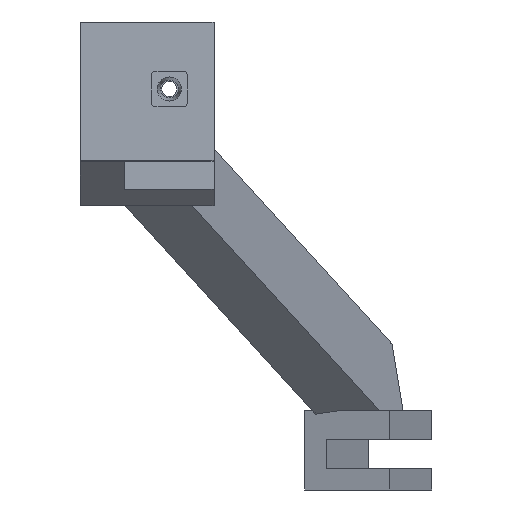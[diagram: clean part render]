
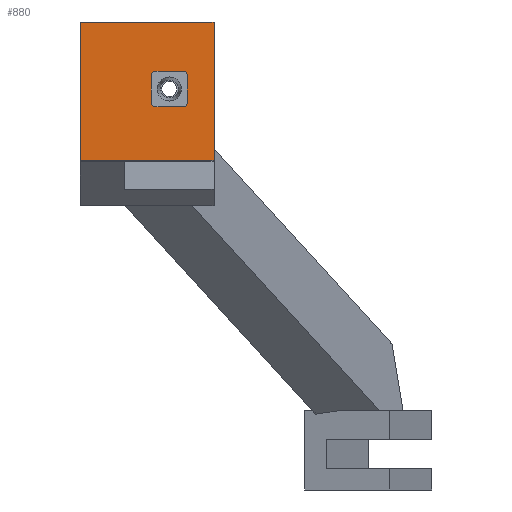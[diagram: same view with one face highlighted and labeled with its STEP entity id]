
A CAD part, left-side view. The second image highlights one B-rep face of the part: STEP entity #880.
In plain terms, the highlighted planar face has unit normal (-1, 0, 0).
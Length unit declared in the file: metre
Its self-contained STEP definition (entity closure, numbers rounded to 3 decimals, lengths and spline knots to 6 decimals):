
#24=B_SPLINE_CURVE_WITH_KNOTS('',3,(#1383,#1384,#1385,#1386),
 .UNSPECIFIED.,.F.,.F.,(4,4),(0.,1.),.UNSPECIFIED.);
#25=B_SPLINE_CURVE_WITH_KNOTS('',3,(#1390,#1391,#1392,#1393),
 .UNSPECIFIED.,.F.,.F.,(4,4),(0.,1.),.UNSPECIFIED.);
#26=B_SPLINE_CURVE_WITH_KNOTS('',3,(#1397,#1398,#1399,#1400),
 .UNSPECIFIED.,.F.,.F.,(4,4),(0.,1.),.UNSPECIFIED.);
#27=B_SPLINE_CURVE_WITH_KNOTS('',3,(#1404,#1405,#1406,#1407),
 .UNSPECIFIED.,.F.,.F.,(4,4),(0.,1.),.UNSPECIFIED.);
#236=ORIENTED_EDGE('',*,*,#392,.F.);
#237=ORIENTED_EDGE('',*,*,#393,.T.);
#238=ORIENTED_EDGE('',*,*,#394,.T.);
#239=ORIENTED_EDGE('',*,*,#395,.T.);
#240=ORIENTED_EDGE('',*,*,#396,.T.);
#241=ORIENTED_EDGE('',*,*,#397,.T.);
#242=ORIENTED_EDGE('',*,*,#398,.F.);
#243=ORIENTED_EDGE('',*,*,#399,.T.);
#244=ORIENTED_EDGE('',*,*,#382,.F.);
#245=ORIENTED_EDGE('',*,*,#353,.T.);
#246=ORIENTED_EDGE('',*,*,#380,.T.);
#247=ORIENTED_EDGE('',*,*,#371,.F.);
#353=EDGE_CURVE('',#460,#459,#551,.T.);
#371=EDGE_CURVE('',#472,#468,#567,.T.);
#380=EDGE_CURVE('',#459,#468,#573,.T.);
#382=EDGE_CURVE('',#460,#472,#575,.T.);
#392=EDGE_CURVE('',#483,#484,#579,.T.);
#393=EDGE_CURVE('',#483,#485,#24,.T.);
#394=EDGE_CURVE('',#485,#486,#580,.T.);
#395=EDGE_CURVE('',#486,#487,#25,.T.);
#396=EDGE_CURVE('',#487,#488,#581,.T.);
#397=EDGE_CURVE('',#488,#489,#26,.T.);
#398=EDGE_CURVE('',#490,#489,#582,.T.);
#399=EDGE_CURVE('',#490,#484,#27,.T.);
#459=VERTEX_POINT('',#1290);
#460=VERTEX_POINT('',#1292);
#468=VERTEX_POINT('',#1318);
#472=VERTEX_POINT('',#1325);
#483=VERTEX_POINT('',#1381);
#484=VERTEX_POINT('',#1382);
#485=VERTEX_POINT('',#1387);
#486=VERTEX_POINT('',#1389);
#487=VERTEX_POINT('',#1394);
#488=VERTEX_POINT('',#1396);
#489=VERTEX_POINT('',#1401);
#490=VERTEX_POINT('',#1403);
#551=LINE('',#1291,#637);
#567=LINE('',#1326,#653);
#573=LINE('',#1345,#659);
#575=LINE('',#1348,#661);
#579=LINE('',#1380,#665);
#580=LINE('',#1388,#666);
#581=LINE('',#1395,#667);
#582=LINE('',#1402,#668);
#637=VECTOR('',#1053,1.);
#653=VECTOR('',#1081,1.);
#659=VECTOR('',#1097,1.);
#661=VECTOR('',#1101,1.);
#665=VECTOR('',#1149,1.);
#666=VECTOR('',#1150,1.);
#667=VECTOR('',#1151,1.);
#668=VECTOR('',#1152,1.);
#722=EDGE_LOOP('',(#236,#237,#238,#239,#240,#241,#242,#243));
#723=EDGE_LOOP('',(#244,#245,#246,#247));
#789=FACE_BOUND('',#722,.T.);
#790=FACE_BOUND('',#723,.T.);
#837=PLANE('',#956);
#880=ADVANCED_FACE('',(#789,#790),#837,.T.);
#956=AXIS2_PLACEMENT_3D('',#1379,#1147,#1148);
#1053=DIRECTION('',(0.,0.,-1.));
#1081=DIRECTION('',(0.,0.,-1.));
#1097=DIRECTION('',(0.,-1.,0.));
#1101=DIRECTION('',(0.,-1.,0.));
#1147=DIRECTION('',(-1.,0.,0.));
#1148=DIRECTION('',(0.,-1.,0.));
#1149=DIRECTION('',(0.,1.,0.));
#1150=DIRECTION('',(0.,0.,-1.));
#1151=DIRECTION('',(0.,1.,0.));
#1152=DIRECTION('',(0.,0.,-1.));
#1290=CARTESIAN_POINT('',(-0.00057,0.115,0.2486));
#1291=CARTESIAN_POINT('',(-0.00057,0.115,0.2646));
#1292=CARTESIAN_POINT('',(-0.00057,0.115,0.2796));
#1318=CARTESIAN_POINT('',(-0.00057,0.085,0.2486));
#1325=CARTESIAN_POINT('',(-0.00057,0.085,0.2796));
#1326=CARTESIAN_POINT('',(-0.00057,0.085,0.2646));
#1345=CARTESIAN_POINT('',(-0.00057,0.095,0.2486));
#1348=CARTESIAN_POINT('',(-0.00057,0.095,0.2796));
#1379=CARTESIAN_POINT('',(-0.00057,0.095,0.2646));
#1380=CARTESIAN_POINT('',(-0.00057,0.095,0.2686));
#1381=CARTESIAN_POINT('',(-0.00057,0.092,0.2686));
#1382=CARTESIAN_POINT('',(-0.00057,0.098,0.2686));
#1383=CARTESIAN_POINT('',(-0.00057,0.092,0.2686));
#1384=CARTESIAN_POINT('',(-0.00057,0.091333,0.2686));
#1385=CARTESIAN_POINT('',(-0.00057,0.091,0.268267));
#1386=CARTESIAN_POINT('',(-0.00057,0.091,0.2676));
#1387=CARTESIAN_POINT('',(-0.00057,0.091,0.2676));
#1388=CARTESIAN_POINT('',(-0.00057,0.091,0.2646));
#1389=CARTESIAN_POINT('',(-0.00057,0.091,0.2616));
#1390=CARTESIAN_POINT('',(-0.00057,0.091,0.2616));
#1391=CARTESIAN_POINT('',(-0.00057,0.091,0.260933));
#1392=CARTESIAN_POINT('',(-0.00057,0.091333,0.2606));
#1393=CARTESIAN_POINT('',(-0.00057,0.092,0.2606));
#1394=CARTESIAN_POINT('',(-0.00057,0.092,0.2606));
#1395=CARTESIAN_POINT('',(-0.00057,0.095,0.2606));
#1396=CARTESIAN_POINT('',(-0.00057,0.098,0.2606));
#1397=CARTESIAN_POINT('',(-0.00057,0.098,0.2606));
#1398=CARTESIAN_POINT('',(-0.00057,0.098667,0.2606));
#1399=CARTESIAN_POINT('',(-0.00057,0.099,0.260933));
#1400=CARTESIAN_POINT('',(-0.00057,0.099,0.2616));
#1401=CARTESIAN_POINT('',(-0.00057,0.099,0.2616));
#1402=CARTESIAN_POINT('',(-0.00057,0.099,0.2646));
#1403=CARTESIAN_POINT('',(-0.00057,0.099,0.2676));
#1404=CARTESIAN_POINT('',(-0.00057,0.099,0.2676));
#1405=CARTESIAN_POINT('',(-0.00057,0.099,0.268267));
#1406=CARTESIAN_POINT('',(-0.00057,0.098667,0.2686));
#1407=CARTESIAN_POINT('',(-0.00057,0.098,0.2686));
